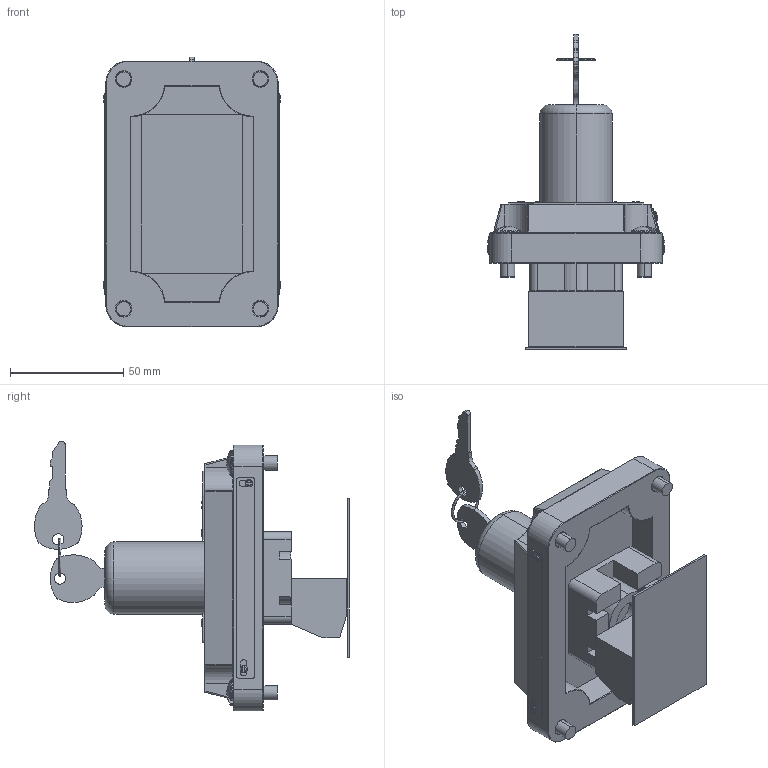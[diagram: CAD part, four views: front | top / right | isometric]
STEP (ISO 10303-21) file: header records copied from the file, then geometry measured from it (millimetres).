
FILE_DESCRIPTION (( 'STEP AP214' ), '1' );
FILE_NAME ('XCS-0K2A1A.step', '2016-03-09T20:43:12', ( '' ), ( '' ), 'SwSTEP 2.0', 'SolidWorks 2015', '' );
FILE_SCHEMA (( 'AUTOMOTIVE_DESIGN' ));
Length unit declared in the file: millimetre
Products named in the file (1): XCS-0K2A1A
Bounding box: 78.74 x 139.31 x 119.33 mm (x, y, z)
Volume: 234905.2 mm3; surface area: 64265.7 mm2
Topology: 14 solids, 14 shells, 549 faces, 1353 edges, 829 vertices
Faces by surface type: plane 228, cylinder 186, torus 83, bspline 28, cone 16, sphere 8
Entity records: 20451 total; most frequent: CARTESIAN_POINT 3774, DIRECTION 2835, ORIENTED_EDGE 2690, EDGE_CURVE 1345, AXIS2_PLACEMENT_3D 1096, VERTEX_POINT 829, LINE 643, VECTOR 643
